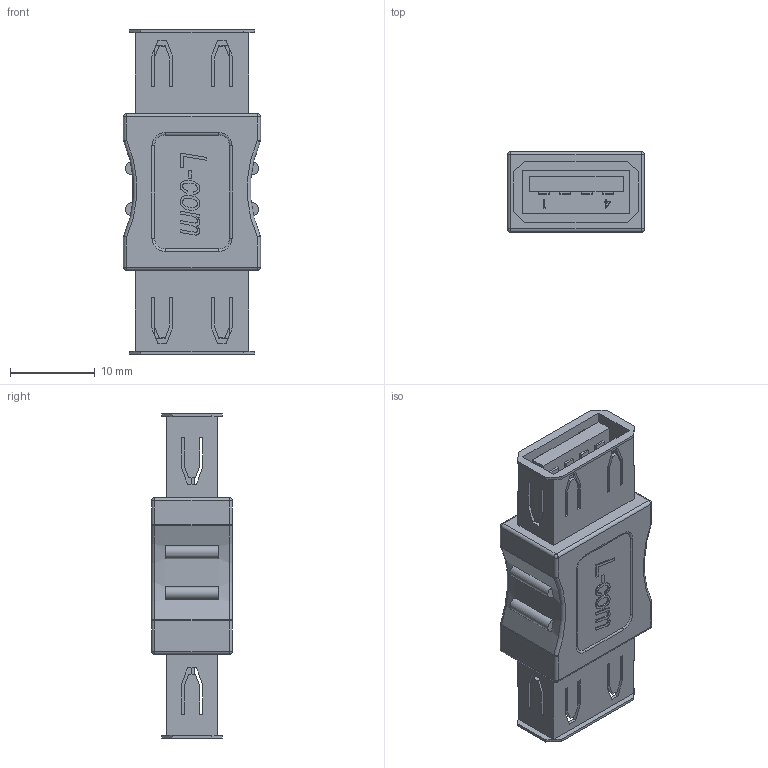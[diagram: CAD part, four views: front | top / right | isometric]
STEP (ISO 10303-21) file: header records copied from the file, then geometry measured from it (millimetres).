
FILE_DESCRIPTION (( 'STEP AP203' ), '1' );
FILE_NAME ('UAD015FF.STEP', '2006-06-30T18:57:44', ( ' ' ), ( ' ' ), 'SwSTEP 2.0', 'SolidWorks 2005354', '' );
FILE_SCHEMA (( 'CONFIG_CONTROL_DESIGN' ));
Length unit declared in the file: inch
Products named in the file (1): UAD015FF
Bounding box: 16.21 x 9.53 x 38.3 mm (x, y, z)
Volume: 3362.6 mm3; surface area: 3327.2 mm2
Topology: 1 solids, 1 shells, 446 faces, 1225 edges, 790 vertices
Faces by surface type: plane 347, cylinder 42, bspline 29, sphere 16, torus 12
Entity records: 16386 total; most frequent: CARTESIAN_POINT 5119, ORIENTED_EDGE 2418, DIRECTION 2107, EDGE_CURVE 1209, LINE 1031, VECTOR 1031, VERTEX_POINT 790, AXIS2_PLACEMENT_3D 538
